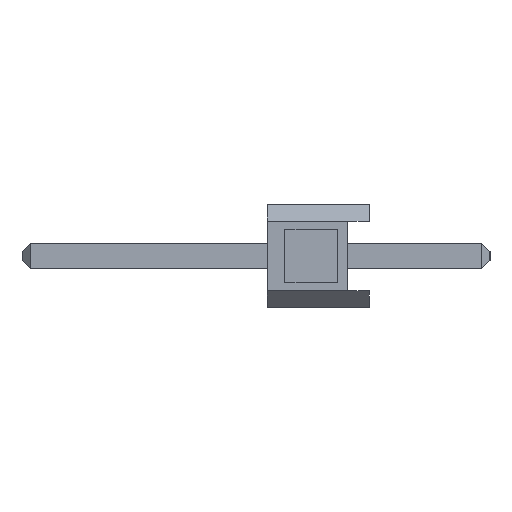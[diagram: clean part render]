
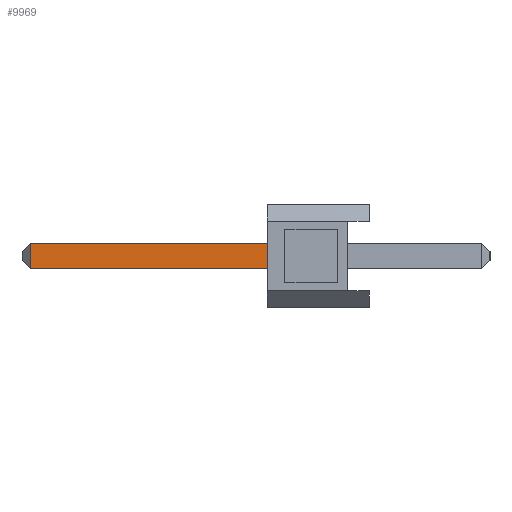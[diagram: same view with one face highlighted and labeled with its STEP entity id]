
A CAD part, left-side view. The second image highlights one B-rep face of the part: STEP entity #9969.
In plain terms, the highlighted planar face has unit normal (-1, 0, 0).
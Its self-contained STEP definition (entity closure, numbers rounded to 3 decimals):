
#1771 = ORIENTED_EDGE ( 'NONE', *, *, #2321, .T. ) ;
#2321 = EDGE_CURVE ( 'NONE', #4734, #9249, #4100, .T. ) ;
#3984 = CARTESIAN_POINT ( 'NONE',  ( -0.32, -3., -0.32 ) ) ;
#4100 = LINE ( 'NONE', #17310, #25717 ) ;
#4734 = VERTEX_POINT ( 'NONE', #20285 ) ;
#6337 = EDGE_LOOP ( 'NONE', ( #1771, #13198, #21841, #23719 ) ) ;
#7788 = LINE ( 'NONE', #16266, #18409 ) ;
#8652 = CARTESIAN_POINT ( 'NONE',  ( -0.32, 8.44, -0.32 ) ) ;
#9249 = VERTEX_POINT ( 'NONE', #25686 ) ;
#9539 = VECTOR ( 'NONE', #24228, 1000. ) ;
#9557 = EDGE_CURVE ( 'NONE', #4734, #12175, #10193, .T. ) ;
#9954 = AXIS2_PLACEMENT_3D ( 'NONE', #3984, #24381, #16156 ) ;
#9969 = ADVANCED_FACE ( 'NONE', ( #23698 ), #16343, .T. ) ;
#10193 = LINE ( 'NONE', #26540, #9539 ) ;
#10549 = LINE ( 'NONE', #23949, #18888 ) ;
#12175 = VERTEX_POINT ( 'NONE', #19598 ) ;
#12326 = DIRECTION ( 'NONE',  ( 0., 0., -1. ) ) ;
#12404 = EDGE_CURVE ( 'NONE', #12175, #20527, #10549, .T. ) ;
#13198 = ORIENTED_EDGE ( 'NONE', *, *, #19446, .T. ) ;
#16156 = DIRECTION ( 'NONE',  ( 0., 0., 1. ) ) ;
#16266 = CARTESIAN_POINT ( 'NONE',  ( -0.32, 8.44, -0.32 ) ) ;
#16343 = PLANE ( 'NONE',  #9954 ) ;
#17310 = CARTESIAN_POINT ( 'NONE',  ( -0.32, -3., 0.32 ) ) ;
#18409 = VECTOR ( 'NONE', #12326, 1000. ) ;
#18888 = VECTOR ( 'NONE', #21974, 1000. ) ;
#19446 = EDGE_CURVE ( 'NONE', #9249, #20527, #7788, .T. ) ;
#19598 = CARTESIAN_POINT ( 'NONE',  ( -0.32, 2.54, -0.32 ) ) ;
#20285 = CARTESIAN_POINT ( 'NONE',  ( -0.32, 2.54, 0.32 ) ) ;
#20527 = VERTEX_POINT ( 'NONE', #8652 ) ;
#21452 = DIRECTION ( 'NONE',  ( 0., 1., 0. ) ) ;
#21841 = ORIENTED_EDGE ( 'NONE', *, *, #12404, .F. ) ;
#21974 = DIRECTION ( 'NONE',  ( 0., 1., 0. ) ) ;
#23698 = FACE_OUTER_BOUND ( 'NONE', #6337, .T. ) ;
#23719 = ORIENTED_EDGE ( 'NONE', *, *, #9557, .F. ) ;
#23949 = CARTESIAN_POINT ( 'NONE',  ( -0.32, -3., -0.32 ) ) ;
#24228 = DIRECTION ( 'NONE',  ( 0., 0., -1. ) ) ;
#24381 = DIRECTION ( 'NONE',  ( -1., 0., 0. ) ) ;
#25686 = CARTESIAN_POINT ( 'NONE',  ( -0.32, 8.44, 0.32 ) ) ;
#25717 = VECTOR ( 'NONE', #21452, 1000. ) ;
#26540 = CARTESIAN_POINT ( 'NONE',  ( -0.32, 2.54, 0. ) ) ;
